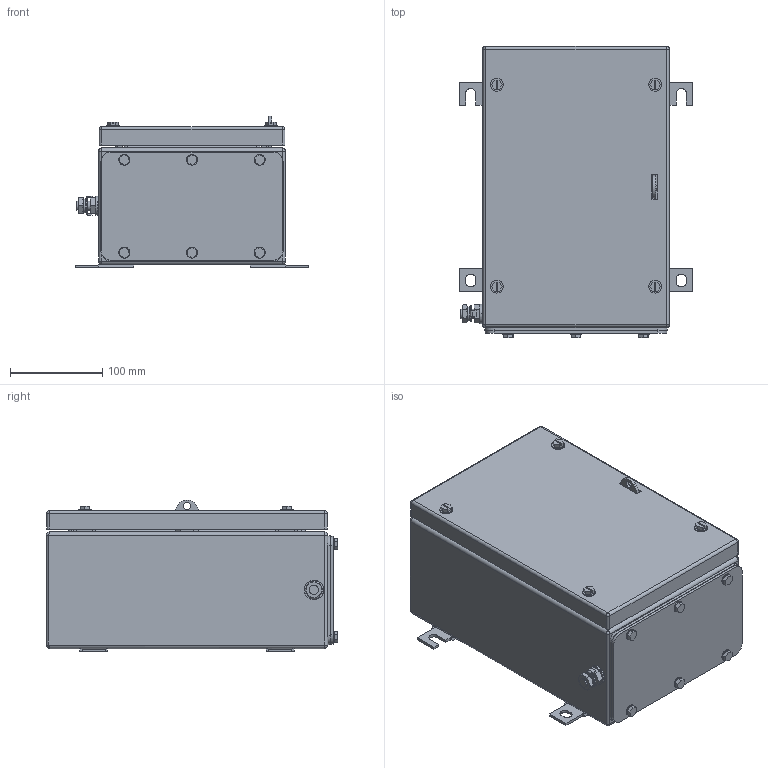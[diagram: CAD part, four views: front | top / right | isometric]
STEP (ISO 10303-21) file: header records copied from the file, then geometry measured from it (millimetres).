
FILE_DESCRIPTION(('CATIA V5 STEP Exchange','CAx-IF Rec.Pracs.--- Model Styling and Organization---1.4--- 2014-01-23'),'2;1');
FILE_NAME ('1523422-3_1', '2023-05-04T13:53:27+00:00', ('none'), ('Weidmueller'), 'CATIA Version 5-6 Release 2016 SP3 HF44', 'CATIA V5 STEP AP214', 'none');
FILE_SCHEMA(('AUTOMOTIVE_DESIGN { 1 0 10303 214 1 1 1 1 }'));
Products named in the file (1): 8000108832_KTB_MH_302015_S4E1_S3D
Bounding box: 254 x 317 x 165 mm (x, y, z)
Volume: 656387.9 mm3; surface area: 758221.1 mm2
Topology: 58 solids, 58 shells, 1650 faces, 4158 edges, 2640 vertices
Faces by surface type: plane 719, cylinder 611, cone 180, bspline 112, torus 20, sphere 8
Entity records: 59456 total; most frequent: CARTESIAN_POINT 20682, ORIENTED_EDGE 8180, DIRECTION 6287, EDGE_CURVE 4090, VERTEX_POINT 2640, AXIS2_PLACEMENT_3D 2509, VECTOR 2248, LINE 2248
